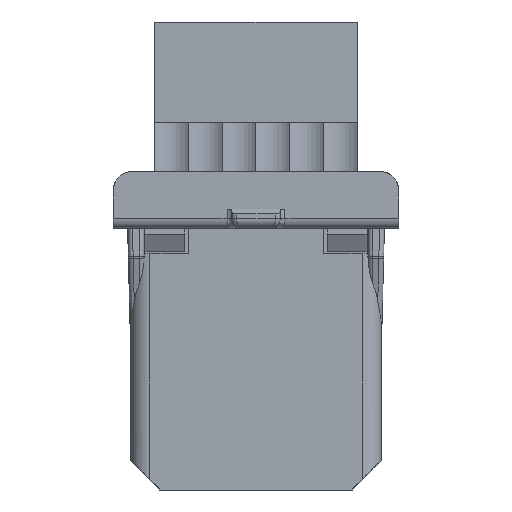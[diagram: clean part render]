
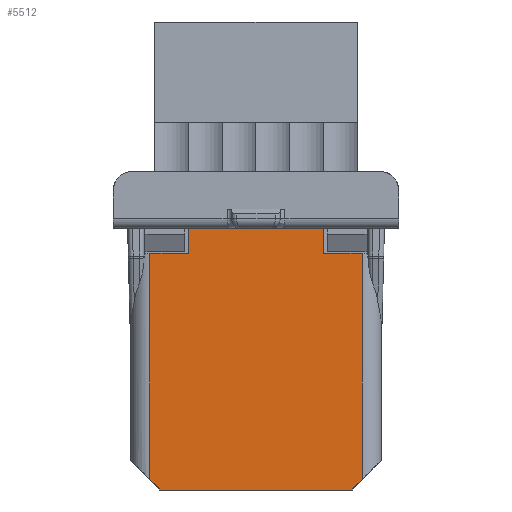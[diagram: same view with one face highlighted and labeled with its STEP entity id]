
A CAD part, front view. The second image highlights one B-rep face of the part: STEP entity #5512.
In plain terms, the highlighted planar face has unit normal (0, -1, 0).
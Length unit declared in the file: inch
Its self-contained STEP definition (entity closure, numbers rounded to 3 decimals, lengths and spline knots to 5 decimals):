
#614 = CARTESIAN_POINT ( 'NONE',  ( -0.27559, -0.15748, 1.06693 ) ) ;
#631 = LINE ( 'NONE', #7477, #21277 ) ;
#684 = ORIENTED_EDGE ( 'NONE', *, *, #2665, .T. ) ;
#1053 = VERTEX_POINT ( 'NONE', #1829 ) ;
#1390 = ORIENTED_EDGE ( 'NONE', *, *, #26914, .T. ) ;
#1782 = LINE ( 'NONE', #6635, #13488 ) ;
#1829 = CARTESIAN_POINT ( 'NONE',  ( -0.43307, -0.15748, 0.96457 ) ) ;
#2032 = DIRECTION ( 'NONE',  ( 0., 0., -1. ) ) ;
#2339 = EDGE_CURVE ( 'NONE', #7337, #27984, #29782, .T. ) ;
#2665 = EDGE_CURVE ( 'NONE', #23305, #15730, #631, .T. ) ;
#2786 = DIRECTION ( 'NONE',  ( 0., 0., -1. ) ) ;
#2945 = CARTESIAN_POINT ( 'NONE',  ( -0.38976, -0.15748, 0. ) ) ;
#3425 = VECTOR ( 'NONE', #31529, 39.37008 ) ;
#3672 = VERTEX_POINT ( 'NONE', #3896 ) ;
#3896 = CARTESIAN_POINT ( 'NONE',  ( 0.43307, -0.15748, 0.04331 ) ) ;
#3960 = CARTESIAN_POINT ( 'NONE',  ( 0.27559, -0.15748, 1.06693 ) ) ;
#4225 = DIRECTION ( 'NONE',  ( -1., 0., 0. ) ) ;
#4360 = ORIENTED_EDGE ( 'NONE', *, *, #24304, .F. ) ;
#4638 = DIRECTION ( 'NONE',  ( -0.707, 0., -0.707 ) ) ;
#5173 = DIRECTION ( 'NONE',  ( -1., 0., 0. ) ) ;
#5512 = ADVANCED_FACE ( 'NONE', ( #16416 ), #21746, .T. ) ;
#6559 = ORIENTED_EDGE ( 'NONE', *, *, #23300, .F. ) ;
#6635 = CARTESIAN_POINT ( 'NONE',  ( -0.51181, -0.15748, 0.96457 ) ) ;
#6674 = CARTESIAN_POINT ( 'NONE',  ( 0.27559, -0.15748, 0. ) ) ;
#7047 = LINE ( 'NONE', #12706, #20298 ) ;
#7134 = LINE ( 'NONE', #9317, #23480 ) ;
#7337 = VERTEX_POINT ( 'NONE', #614 ) ;
#7477 = CARTESIAN_POINT ( 'NONE',  ( -0.51181, -0.15748, 0.96457 ) ) ;
#7685 = EDGE_CURVE ( 'NONE', #27163, #23019, #10038, .T. ) ;
#8365 = CARTESIAN_POINT ( 'NONE',  ( -0.27559, -0.15748, 0. ) ) ;
#8381 = VERTEX_POINT ( 'NONE', #15910 ) ;
#8699 = EDGE_CURVE ( 'NONE', #27984, #1053, #1782, .T. ) ;
#9306 = CARTESIAN_POINT ( 'NONE',  ( 0.45079, -0.15748, 0.06102 ) ) ;
#9317 = CARTESIAN_POINT ( 'NONE',  ( 0.43307, -0.15748, 1.07237 ) ) ;
#9597 = ORIENTED_EDGE ( 'NONE', *, *, #22617, .T. ) ;
#9974 = ORIENTED_EDGE ( 'NONE', *, *, #21147, .T. ) ;
#10038 = LINE ( 'NONE', #26557, #3425 ) ;
#10126 = CARTESIAN_POINT ( 'NONE',  ( 0.38976, -0.15748, 0. ) ) ;
#11345 = ORIENTED_EDGE ( 'NONE', *, *, #19201, .F. ) ;
#12706 = CARTESIAN_POINT ( 'NONE',  ( -0.43307, -0.15748, 0. ) ) ;
#13488 = VECTOR ( 'NONE', #4225, 39.37008 ) ;
#14193 = VECTOR ( 'NONE', #16898, 39.37008 ) ;
#14561 = CARTESIAN_POINT ( 'NONE',  ( 0., -0.15748, 1.06693 ) ) ;
#14808 = EDGE_LOOP ( 'NONE', ( #25983, #21488, #9974, #4360, #18550, #6559, #11345, #684, #1390, #9597 ) ) ;
#15054 = VECTOR ( 'NONE', #4638, 39.37008 ) ;
#15730 = VERTEX_POINT ( 'NONE', #21014 ) ;
#15910 = CARTESIAN_POINT ( 'NONE',  ( -0.43307, -0.15748, 0.04331 ) ) ;
#16149 = LINE ( 'NONE', #29451, #14193 ) ;
#16416 = FACE_OUTER_BOUND ( 'NONE', #14808, .T. ) ;
#16634 = CARTESIAN_POINT ( 'NONE',  ( 0.43307, -0.15748, 0.96457 ) ) ;
#16898 = DIRECTION ( 'NONE',  ( -0.707, 0., 0.707 ) ) ;
#17964 = VECTOR ( 'NONE', #26532, 39.37008 ) ;
#18097 = CARTESIAN_POINT ( 'NONE',  ( -0.27559, -0.15748, 0.96457 ) ) ;
#18390 = DIRECTION ( 'NONE',  ( 0., 0., -1. ) ) ;
#18550 = ORIENTED_EDGE ( 'NONE', *, *, #7685, .T. ) ;
#19201 = EDGE_CURVE ( 'NONE', #23305, #3672, #7134, .T. ) ;
#19578 = VERTEX_POINT ( 'NONE', #3960 ) ;
#20298 = VECTOR ( 'NONE', #2786, 39.37008 ) ;
#21014 = CARTESIAN_POINT ( 'NONE',  ( 0.27559, -0.15748, 0.96457 ) ) ;
#21147 = EDGE_CURVE ( 'NONE', #1053, #8381, #7047, .T. ) ;
#21277 = VECTOR ( 'NONE', #5173, 39.37008 ) ;
#21488 = ORIENTED_EDGE ( 'NONE', *, *, #8699, .T. ) ;
#21633 = CARTESIAN_POINT ( 'NONE',  ( -0.51181, -0.15748, 0. ) ) ;
#21650 = LINE ( 'NONE', #9306, #15054 ) ;
#21746 = PLANE ( 'NONE',  #30537 ) ;
#22617 = EDGE_CURVE ( 'NONE', #19578, #7337, #29419, .T. ) ;
#23016 = LINE ( 'NONE', #6674, #17964 ) ;
#23019 = VERTEX_POINT ( 'NONE', #10126 ) ;
#23300 = EDGE_CURVE ( 'NONE', #3672, #23019, #21650, .T. ) ;
#23305 = VERTEX_POINT ( 'NONE', #16634 ) ;
#23480 = VECTOR ( 'NONE', #2032, 39.37008 ) ;
#24304 = EDGE_CURVE ( 'NONE', #27163, #8381, #16149, .T. ) ;
#25983 = ORIENTED_EDGE ( 'NONE', *, *, #2339, .T. ) ;
#26377 = DIRECTION ( 'NONE',  ( 0., 0., -1. ) ) ;
#26532 = DIRECTION ( 'NONE',  ( 0., 0., 1. ) ) ;
#26557 = CARTESIAN_POINT ( 'NONE',  ( -0.51181, -0.15748, 0. ) ) ;
#26704 = DIRECTION ( 'NONE',  ( 0., -1., 0. ) ) ;
#26914 = EDGE_CURVE ( 'NONE', #15730, #19578, #23016, .T. ) ;
#27163 = VERTEX_POINT ( 'NONE', #2945 ) ;
#27984 = VERTEX_POINT ( 'NONE', #18097 ) ;
#29419 = LINE ( 'NONE', #14561, #32124 ) ;
#29451 = CARTESIAN_POINT ( 'NONE',  ( -0.45079, -0.15748, 0.06102 ) ) ;
#29636 = DIRECTION ( 'NONE',  ( -1., 0., 0. ) ) ;
#29782 = LINE ( 'NONE', #8365, #31328 ) ;
#30537 = AXIS2_PLACEMENT_3D ( 'NONE', #21633, #26704, #26377 ) ;
#31328 = VECTOR ( 'NONE', #18390, 39.37008 ) ;
#31529 = DIRECTION ( 'NONE',  ( 1., 0., 0. ) ) ;
#32124 = VECTOR ( 'NONE', #29636, 39.37008 ) ;
